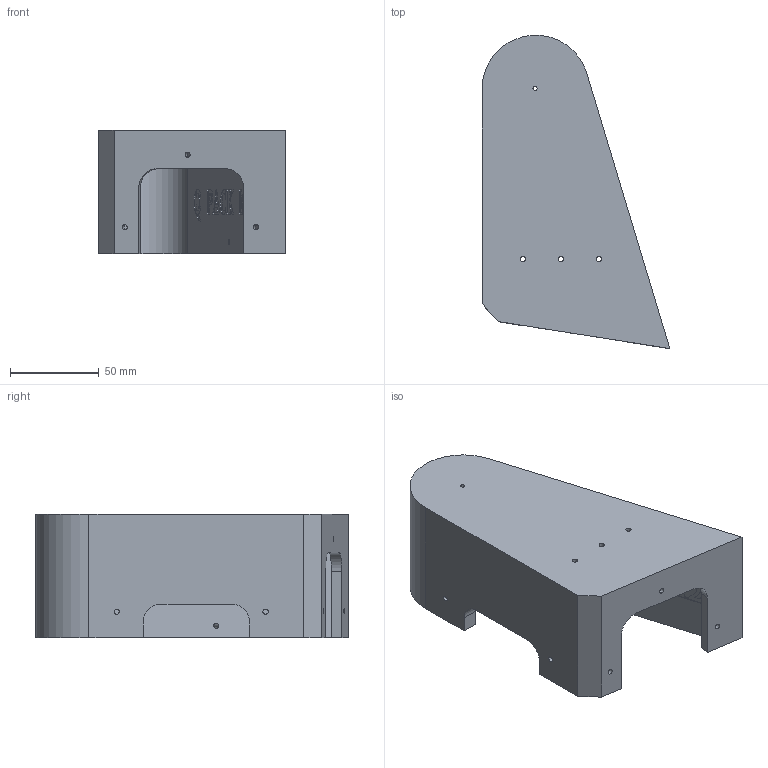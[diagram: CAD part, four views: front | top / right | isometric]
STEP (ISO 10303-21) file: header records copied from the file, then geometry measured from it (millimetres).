
FILE_DESCRIPTION(/* description */ (''),/* implementation_level */ '2;1');
FILE_NAME(/* name */ 'Synch_Gen_01.step',/* time_stamp */ '2020-09-19T11:49:18+02:00',/* author */ (''),/* organization */ (''),/* preprocessor_version */ 'ST-DEVELOPER v18.1',/* originating_system */ 'Autodesk Translation Framework v9.3.0.1241',/* authorisation */ '');
FILE_SCHEMA (('AUTOMOTIVE_DESIGN { 1 0 10303 214 3 1 1 }'));
Length unit declared in the file: millimetre
Products named in the file (1): Synch_Gen_01
Bounding box: 105.95 x 176.82 x 69.8 mm (x, y, z)
Volume: 307287.2 mm3; surface area: 79133.9 mm2
Topology: 1 solids, 1 shells, 327 faces, 930 edges, 612 vertices
Faces by surface type: bspline 179, plane 132, cylinder 16
Full cylindrical faces by diameter (mm): 2.3 x1, 2.8 x2, 2.9 x3, 3 x4
Entity records: 12244 total; most frequent: CARTESIAN_POINT 4877, ORIENTED_EDGE 1860, EDGE_CURVE 930, DIRECTION 901, VERTEX_POINT 612, LINE 539, VECTOR 539, B_SPLINE_CURVE_WITH_KNOTS 359
